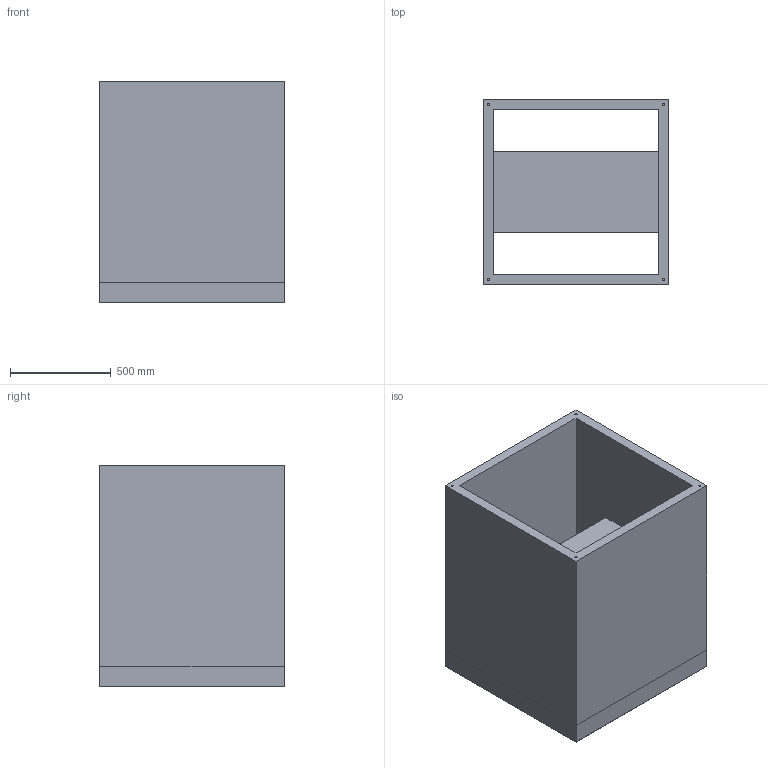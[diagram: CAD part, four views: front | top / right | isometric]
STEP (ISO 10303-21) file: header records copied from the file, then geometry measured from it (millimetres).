
FILE_DESCRIPTION (( 'STEP AP203' ), '1' );
FILE_NAME ('1SI0691_SILENZ_GR63-75-80_OGIVA RB.STEP', '2022-02-22T10:06:33', ( '' ), ( '' ), 'SwSTEP 2.0', 'SolidWorks 2018', '' );
FILE_SCHEMA (( 'CONFIG_CONTROL_DESIGN' ));
Length unit declared in the file: millimetre
Products named in the file (1): 1SI0691_SILENZ_GR63-75-80_OGIVA RB
Bounding box: 920 x 920 x 1100 mm (x, y, z)
Volume: 338724975.2 mm3; surface area: 9122169.9 mm2
Topology: 1 solids, 1 shells, 26 faces, 60 edges, 40 vertices
Faces by surface type: plane 22, cylinder 4
Full cylindrical faces by diameter (mm): 10 x4
Entity records: 797 total; most frequent: CARTESIAN_POINT 123, DIRECTION 118, ORIENTED_EDGE 112, EDGE_CURVE 56, VECTOR 48, LINE 48, VERTEX_POINT 40, EDGE_LOOP 38
